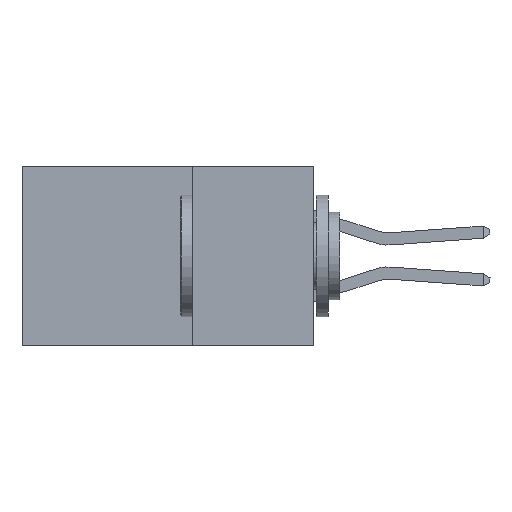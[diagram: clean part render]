
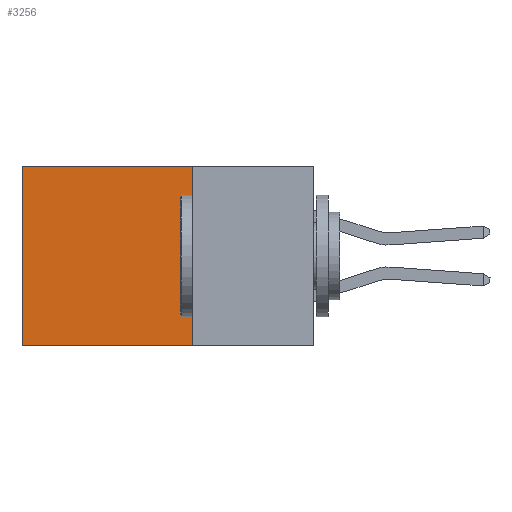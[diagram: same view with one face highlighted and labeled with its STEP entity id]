
A CAD part, left-side view. The second image highlights one B-rep face of the part: STEP entity #3256.
In plain terms, the highlighted planar face has unit normal (-1, 0, 0).
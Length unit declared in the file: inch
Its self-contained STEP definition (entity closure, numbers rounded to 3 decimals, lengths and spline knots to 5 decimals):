
#126 = LINE ( 'NONE', #2252, #8847 ) ;
#217 = ORIENTED_EDGE ( 'NONE', *, *, #5375, .F. ) ;
#539 = EDGE_CURVE ( 'NONE', #9762, #3298, #4421, .T. ) ;
#869 = VECTOR ( 'NONE', #8615, 39.37008 ) ;
#1030 = VECTOR ( 'NONE', #4067, 39.37008 ) ;
#1096 = VECTOR ( 'NONE', #6165, 39.37008 ) ;
#1346 = CARTESIAN_POINT ( 'NONE',  ( 0.2875, 0.25, -0.37 ) ) ;
#2001 = CARTESIAN_POINT ( 'NONE',  ( 0.2875, 0.6, 0. ) ) ;
#2208 = PLANE ( 'NONE',  #5804 ) ;
#2252 = CARTESIAN_POINT ( 'NONE',  ( 0.2875, 0.25, -0.37 ) ) ;
#2435 = ORIENTED_EDGE ( 'NONE', *, *, #5104, .T. ) ;
#2814 = LINE ( 'NONE', #8425, #1096 ) ;
#3256 = ADVANCED_FACE ( 'NONE', ( #6345 ), #2208, .F. ) ;
#3298 = VERTEX_POINT ( 'NONE', #7308 ) ;
#3964 = EDGE_LOOP ( 'NONE', ( #10318, #10791, #217, #2435 ) ) ;
#4067 = DIRECTION ( 'NONE',  ( 0., 1., 0. ) ) ;
#4328 = CARTESIAN_POINT ( 'NONE',  ( 0.2875, 0.6, 0. ) ) ;
#4421 = LINE ( 'NONE', #4328, #869 ) ;
#4540 = CARTESIAN_POINT ( 'NONE',  ( 0.2875, 0.25, 0. ) ) ;
#4709 = DIRECTION ( 'NONE',  ( 0., 0., -1. ) ) ;
#4730 = VERTEX_POINT ( 'NONE', #4540 ) ;
#4839 = VERTEX_POINT ( 'NONE', #1346 ) ;
#5104 = EDGE_CURVE ( 'NONE', #4730, #9762, #7769, .T. ) ;
#5375 = EDGE_CURVE ( 'NONE', #4730, #4839, #2814, .T. ) ;
#5804 = AXIS2_PLACEMENT_3D ( 'NONE', #8106, #7193, #4709 ) ;
#6165 = DIRECTION ( 'NONE',  ( 0., 0., -1. ) ) ;
#6345 = FACE_OUTER_BOUND ( 'NONE', #3964, .T. ) ;
#7193 = DIRECTION ( 'NONE',  ( 1., 0., 0. ) ) ;
#7308 = CARTESIAN_POINT ( 'NONE',  ( 0.2875, 0.6, -0.37 ) ) ;
#7769 = LINE ( 'NONE', #10717, #1030 ) ;
#7997 = EDGE_CURVE ( 'NONE', #4839, #3298, #126, .T. ) ;
#8106 = CARTESIAN_POINT ( 'NONE',  ( 0.2875, 0.25, 0. ) ) ;
#8425 = CARTESIAN_POINT ( 'NONE',  ( 0.2875, 0.25, 0. ) ) ;
#8615 = DIRECTION ( 'NONE',  ( 0., 0., -1. ) ) ;
#8847 = VECTOR ( 'NONE', #10651, 39.37008 ) ;
#9762 = VERTEX_POINT ( 'NONE', #2001 ) ;
#10318 = ORIENTED_EDGE ( 'NONE', *, *, #539, .T. ) ;
#10651 = DIRECTION ( 'NONE',  ( 0., 1., 0. ) ) ;
#10717 = CARTESIAN_POINT ( 'NONE',  ( 0.2875, 0.25, 0. ) ) ;
#10791 = ORIENTED_EDGE ( 'NONE', *, *, #7997, .F. ) ;
